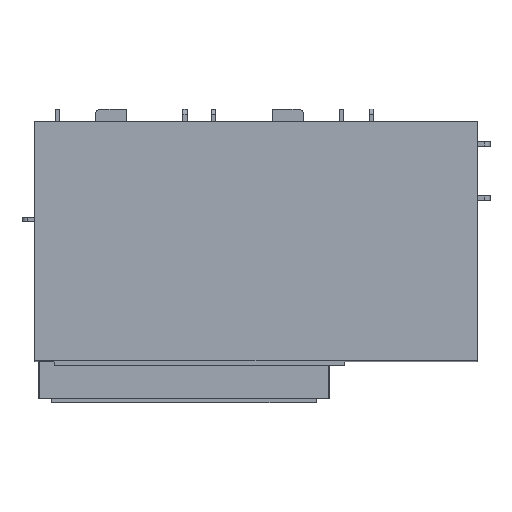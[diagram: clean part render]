
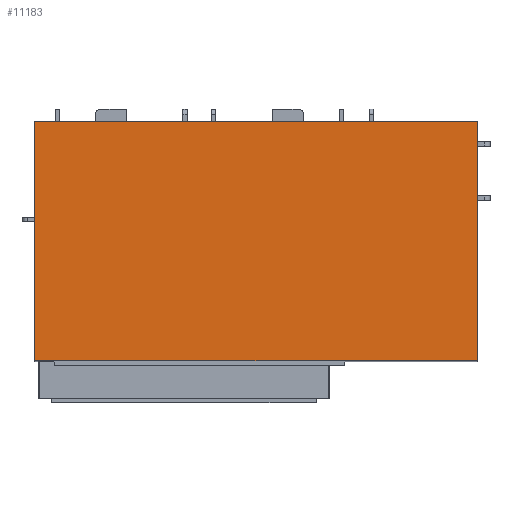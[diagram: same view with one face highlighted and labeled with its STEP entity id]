
A CAD part, top view. The second image highlights one B-rep face of the part: STEP entity #11183.
In plain terms, the highlighted planar face has unit normal (0, 0, 1).
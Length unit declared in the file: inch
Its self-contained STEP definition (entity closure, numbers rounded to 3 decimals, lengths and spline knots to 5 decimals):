
#348=LINE('',#16953,#1249);
#367=LINE('',#16991,#1268);
#372=LINE('',#17001,#1273);
#399=LINE('',#17055,#1300);
#1249=VECTOR('',#12811,39.37008);
#1268=VECTOR('',#12832,39.37008);
#1273=VECTOR('',#12839,39.37008);
#1300=VECTOR('',#12880,39.37008);
#2665=ORIENTED_EDGE('',*,*,#5897,.F.);
#2666=ORIENTED_EDGE('',*,*,#5916,.F.);
#2667=ORIENTED_EDGE('',*,*,#5948,.T.);
#2668=ORIENTED_EDGE('',*,*,#5921,.T.);
#5897=EDGE_CURVE('',#7556,#7533,#348,.T.);
#5916=EDGE_CURVE('',#7574,#7556,#367,.T.);
#5921=EDGE_CURVE('',#7579,#7533,#372,.T.);
#5948=EDGE_CURVE('',#7574,#7579,#399,.T.);
#7533=VERTEX_POINT('',#16907);
#7556=VERTEX_POINT('',#16952);
#7574=VERTEX_POINT('',#16990);
#7579=VERTEX_POINT('',#17002);
#9063=EDGE_LOOP('',(#2665,#2666,#2667,#2668));
#9862=FACE_BOUND('',#9063,.T.);
#10580=PLANE('',#11889);
#11183=ADVANCED_FACE('',(#9862),#10580,.T.);
#11889=AXIS2_PLACEMENT_3D('',#17054,#12878,#12879);
#12811=DIRECTION('',(1.,0.,0.));
#12832=DIRECTION('',(0.,1.,0.));
#12839=DIRECTION('',(0.,1.,0.));
#12878=DIRECTION('',(0.,0.,1.));
#12879=DIRECTION('',(1.,0.,0.));
#12880=DIRECTION('',(1.,0.,0.));
#16907=CARTESIAN_POINT('',(41.9406,22.65477,84.7656));
#16952=CARTESIAN_POINT('',(-41.90477,22.65477,84.7656));
#16953=CARTESIAN_POINT('',(-41.90477,22.65477,84.7656));
#16990=CARTESIAN_POINT('',(-41.90477,-22.65477,84.7656));
#16991=CARTESIAN_POINT('',(-41.90477,-22.65477,84.7656));
#17001=CARTESIAN_POINT('',(41.9406,-22.65477,84.7656));
#17002=CARTESIAN_POINT('',(41.9406,-22.65477,84.7656));
#17054=CARTESIAN_POINT('',(-41.90477,-22.65477,84.7656));
#17055=CARTESIAN_POINT('',(-41.90477,-22.65477,84.7656));
